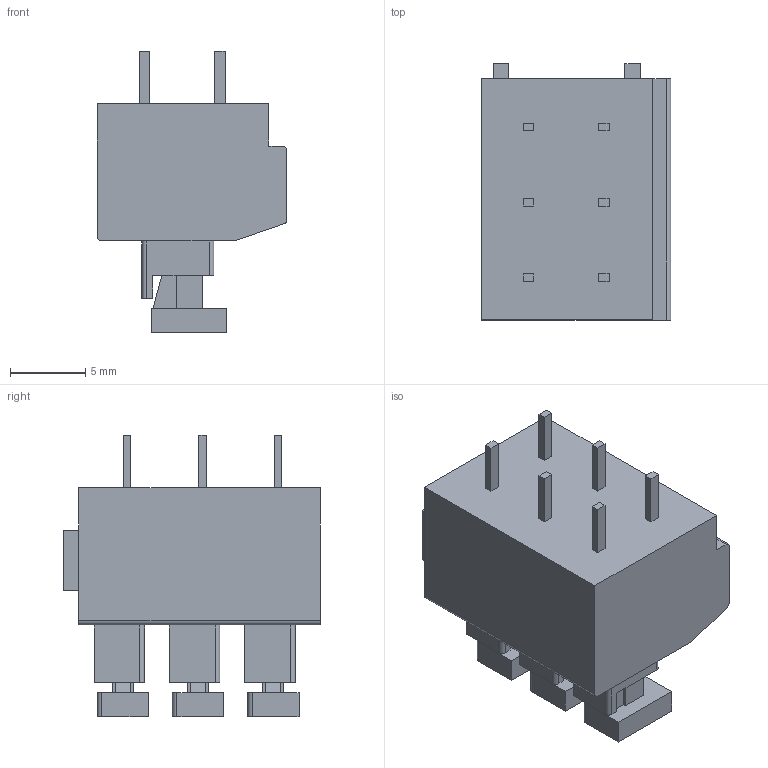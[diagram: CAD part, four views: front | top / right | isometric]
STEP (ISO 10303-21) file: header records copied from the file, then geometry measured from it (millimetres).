
FILE_DESCRIPTION((''),'2;1');
FILE_NAME('TLM-201R','2024-10-09T10:23:42',('tluser'),(''),'CREO PARAMETRIC BY PTC INC, 2018100','CREO PARAMETRIC BY PTC INC, 2018100','');
FILE_SCHEMA(('CONFIG_CONTROL_DESIGN'));
Length unit declared in the file: millimetre
Products named in the file (1): TLM-201R
Bounding box: 12.6 x 17 x 18.7 mm (x, y, z)
Volume: 1885.8 mm3; surface area: 1432.6 mm2
Topology: 1 solids, 1 shells, 166 faces, 420 edges, 276 vertices
Faces by surface type: plane 139, cylinder 21, cone 6
Entity records: 5020 total; most frequent: CARTESIAN_POINT 964, ORIENTED_EDGE 840, DIRECTION 782, EDGE_CURVE 420, VECTOR 354, LINE 354, VERTEX_POINT 276, AXIS2_PLACEMENT_3D 214
